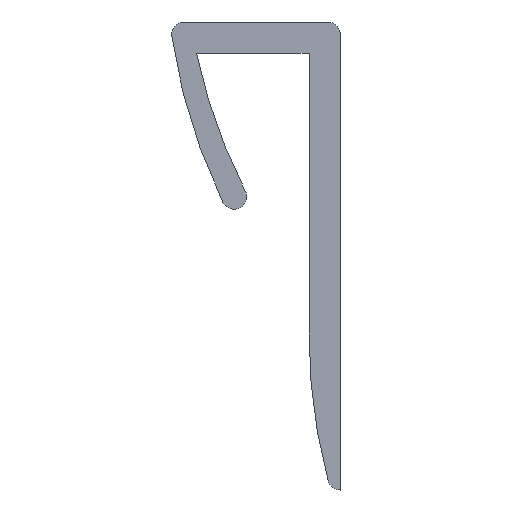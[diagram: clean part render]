
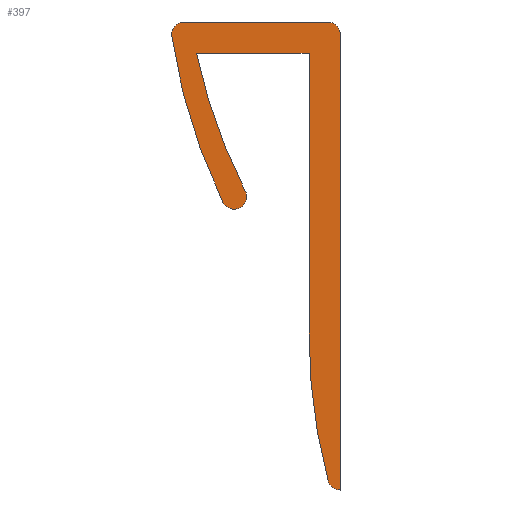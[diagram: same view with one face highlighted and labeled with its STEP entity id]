
A CAD part, front view. The second image highlights one B-rep face of the part: STEP entity #397.
In plain terms, the highlighted planar face has unit normal (0, -1, 0).
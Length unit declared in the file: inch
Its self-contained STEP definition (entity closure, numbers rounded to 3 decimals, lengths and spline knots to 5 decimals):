
#24=CARTESIAN_POINT('',(-0.09559,-3.38394,-0.365));
#25=VERTEX_POINT('',#24);
#26=CARTESIAN_POINT('',(-0.11491,-3.38394,-0.35018));
#27=VERTEX_POINT('',#26);
#28=CARTESIAN_POINT('',(-0.09559,-3.38394,-0.345));
#29=DIRECTION('',(0.,1.,0.));
#30=DIRECTION('',(0.,0.,-1.));
#31=AXIS2_PLACEMENT_3D('',#28,#29,#30);
#32=CIRCLE('',#31,0.02);
#33=EDGE_CURVE('',#25,#27,#32,.T.);
#68=CARTESIAN_POINT('',(-0.14559,-3.38394,-0.115));
#69=VERTEX_POINT('',#68);
#84=CARTESIAN_POINT('',(0.75441,-3.38394,-0.11718));
#85=DIRECTION('',(0.,1.,0.));
#86=DIRECTION('',(0.,0.,-1.));
#87=AXIS2_PLACEMENT_3D('',#84,#85,#86);
#88=CIRCLE('',#87,0.9);
#89=EDGE_CURVE('',#27,#69,#88,.T.);
#100=CARTESIAN_POINT('',(-0.1456,-3.38394,0.335));
#101=VERTEX_POINT('',#100);
#102=CARTESIAN_POINT('',(-0.1456,-3.38394,0.335));
#103=DIRECTION('',(0.,0.,1.));
#104=VECTOR('',#103,1.);
#105=LINE('',#102,#104);
#106=EDGE_CURVE('',#69,#101,#105,.T.);
#130=CARTESIAN_POINT('',(-0.32598,-3.38394,0.335));
#131=VERTEX_POINT('',#130);
#132=CARTESIAN_POINT('',(-0.3256,-3.38394,0.335));
#133=DIRECTION('',(-1.,0.,0.));
#134=VECTOR('',#133,1.);
#135=LINE('',#132,#134);
#136=EDGE_CURVE('',#101,#131,#135,.T.);
#161=CARTESIAN_POINT('',(-0.24776,-3.38394,0.11405));
#162=VERTEX_POINT('',#161);
#163=CARTESIAN_POINT('',(0.56382,-3.38394,0.52568));
#164=DIRECTION('',(0.,-1.,0.));
#165=DIRECTION('',(0.017,0.,-1.));
#166=AXIS2_PLACEMENT_3D('',#163,#164,#165);
#167=CIRCLE('',#166,0.91);
#168=EDGE_CURVE('',#131,#162,#167,.T.);
#194=CARTESIAN_POINT('',(-0.28359,-3.38394,0.09626));
#195=VERTEX_POINT('',#194);
#196=CARTESIAN_POINT('',(-0.2656,-3.38394,0.105));
#197=DIRECTION('',(0.,1.,0.));
#198=DIRECTION('',(0.,0.,-1.));
#199=AXIS2_PLACEMENT_3D('',#196,#197,#198);
#200=CIRCLE('',#199,0.02);
#201=EDGE_CURVE('',#162,#195,#200,.T.);
#227=CARTESIAN_POINT('',(-0.36539,-3.38394,0.36211));
#228=VERTEX_POINT('',#227);
#229=CARTESIAN_POINT('',(0.53505,-3.38394,0.49367));
#230=DIRECTION('',(0.,1.,0.));
#231=DIRECTION('',(0.,0.,-1.));
#232=AXIS2_PLACEMENT_3D('',#229,#230,#231);
#233=CIRCLE('',#232,0.91);
#234=EDGE_CURVE('',#195,#228,#233,.T.);
#260=CARTESIAN_POINT('',(-0.3456,-3.38394,0.385));
#261=VERTEX_POINT('',#260);
#262=CARTESIAN_POINT('',(-0.3456,-3.38394,0.365));
#263=DIRECTION('',(0.,1.,0.));
#264=DIRECTION('',(0.,0.,-1.));
#265=AXIS2_PLACEMENT_3D('',#262,#263,#264);
#266=CIRCLE('',#265,0.02);
#267=EDGE_CURVE('',#228,#261,#266,.T.);
#293=CARTESIAN_POINT('',(-0.1156,-3.38394,0.385));
#294=VERTEX_POINT('',#293);
#295=CARTESIAN_POINT('',(-0.3456,-3.38394,0.385));
#296=DIRECTION('',(1.,0.,0.));
#297=VECTOR('',#296,1.);
#298=LINE('',#295,#297);
#299=EDGE_CURVE('',#261,#294,#298,.T.);
#324=CARTESIAN_POINT('',(-0.0956,-3.38394,0.365));
#325=VERTEX_POINT('',#324);
#326=CARTESIAN_POINT('',(-0.1156,-3.38394,0.365));
#327=DIRECTION('',(0.,1.,0.));
#328=DIRECTION('',(1.,0.,0.));
#329=AXIS2_PLACEMENT_3D('',#326,#327,#328);
#330=CIRCLE('',#329,0.02);
#331=EDGE_CURVE('',#294,#325,#330,.T.);
#357=CARTESIAN_POINT('',(-0.0956,-3.38394,0.365));
#358=DIRECTION('',(0.,0.,-1.));
#359=VECTOR('',#358,1.);
#360=LINE('',#357,#359);
#361=EDGE_CURVE('',#325,#25,#360,.T.);
#379=ORIENTED_EDGE('',*,*,#33,.F.);
#380=ORIENTED_EDGE('',*,*,#361,.F.);
#381=ORIENTED_EDGE('',*,*,#331,.F.);
#382=ORIENTED_EDGE('',*,*,#299,.F.);
#383=ORIENTED_EDGE('',*,*,#267,.F.);
#384=ORIENTED_EDGE('',*,*,#234,.F.);
#385=ORIENTED_EDGE('',*,*,#201,.F.);
#386=ORIENTED_EDGE('',*,*,#168,.F.);
#387=ORIENTED_EDGE('',*,*,#136,.F.);
#388=ORIENTED_EDGE('',*,*,#106,.F.);
#389=ORIENTED_EDGE('',*,*,#89,.F.);
#390=EDGE_LOOP('',(#379,#380,#381,#382,#383,#384,#385,#386,#387,#388,#389));
#391=FACE_OUTER_BOUND('',#390,.T.);
#392=CARTESIAN_POINT('',(-0.0956,-3.38394,0.137));
#393=DIRECTION('',(0.,-1.,0.));
#394=DIRECTION('',(1.,0.,0.));
#395=AXIS2_PLACEMENT_3D('',#392,#393,#394);
#396=PLANE('',#395);
#397=ADVANCED_FACE('',(#391),#396,.T.);
